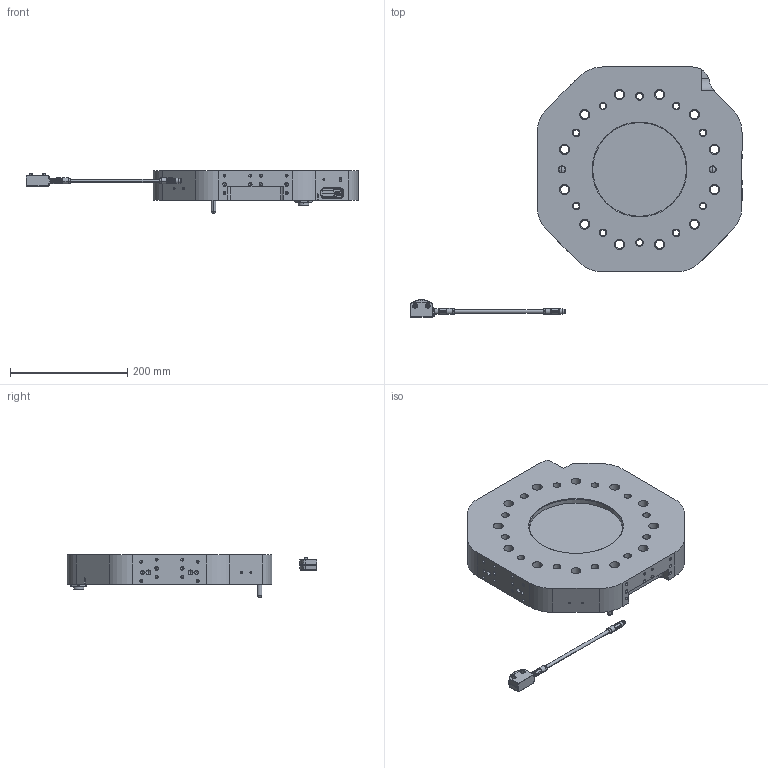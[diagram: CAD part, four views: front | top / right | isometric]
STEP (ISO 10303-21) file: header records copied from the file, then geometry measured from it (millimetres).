
FILE_DESCRIPTION (( 'STEP AP214' ), '1' );
FILE_NAME ('P7922.STEP', '2023-09-19T07:41:31', ( '' ), ( '' ), 'SwSTEP 2.0', 'SolidWorks 2021', '' );
FILE_SCHEMA (( 'AUTOMOTIVE_DESIGN' ));
Length unit declared in the file: millimetre
Products named in the file (1): P7922
Bounding box: 567.1 x 427 x 72 mm (x, y, z)
Volume: 3792380.2 mm3; surface area: 546643.3 mm2
Topology: 18 solids, 18 shells, 2618 faces, 6762 edges, 4343 vertices
Faces by surface type: plane 1274, cylinder 588, bspline 418, cone 278, torus 56, sphere 4
Entity records: 130142 total; most frequent: CARTESIAN_POINT 41023, ORIENTED_EDGE 13268, DIRECTION 10819, EDGE_CURVE 6634, VERTEX_POINT 4343, VECTOR 3715, LINE 3715, AXIS2_PLACEMENT_3D 3552
